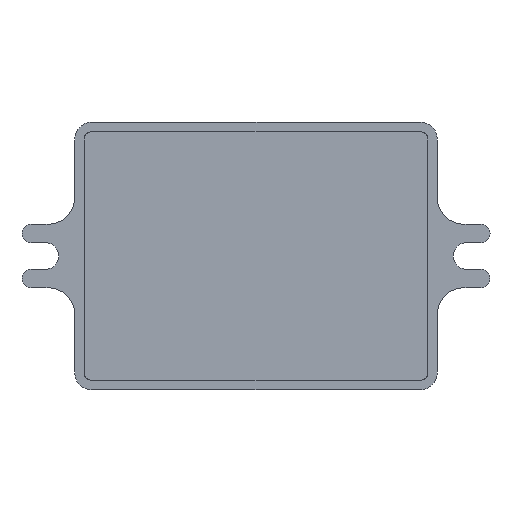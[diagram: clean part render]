
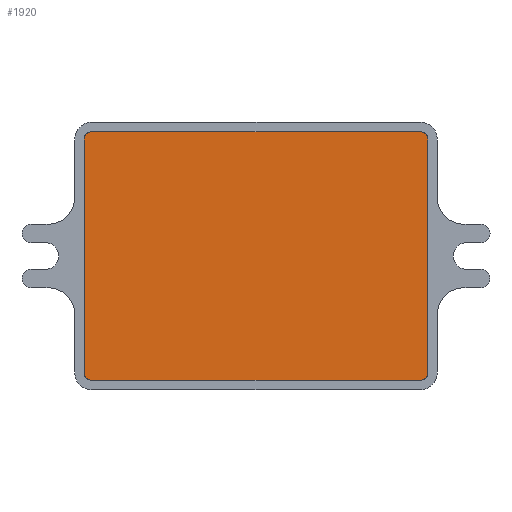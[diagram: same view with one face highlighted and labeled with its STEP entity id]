
A CAD part, front view. The second image highlights one B-rep face of the part: STEP entity #1920.
In plain terms, the highlighted planar face has unit normal (0, -1, 0).
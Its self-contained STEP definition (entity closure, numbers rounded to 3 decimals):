
#154 = CARTESIAN_POINT ( 'NONE',  ( 24.6, 0., -37.5 ) ) ;
#221 = EDGE_LOOP ( 'NONE', ( #3752, #8547, #8615, #6111, #2367, #10373, #1435, #6978 ) ) ;
#305 = CARTESIAN_POINT ( 'NONE',  ( -25.7, 0., -38.144 ) ) ;
#491 = LINE ( 'NONE', #7307, #6457 ) ;
#504 = VERTEX_POINT ( 'NONE', #6980 ) ;
#970 = VERTEX_POINT ( 'NONE', #4806 ) ;
#1227 = CARTESIAN_POINT ( 'NONE',  ( -24.6, 0., -1.4 ) ) ;
#1435 = ORIENTED_EDGE ( 'NONE', *, *, #2401, .F. ) ;
#1520 = EDGE_CURVE ( 'NONE', #504, #970, #1533, .T. ) ;
#1533 = LINE ( 'NONE', #7451, #6433 ) ;
#1544 = VERTEX_POINT ( 'NONE', #7866 ) ;
#1574 = VERTEX_POINT ( 'NONE', #1227 ) ;
#1780 = VECTOR ( 'NONE', #5036, 1000. ) ;
#1920 = ADVANCED_FACE ( 'NONE', ( #4277 ), #7588, .F. ) ;
#2022 =( BOUNDED_CURVE ( )  B_SPLINE_CURVE ( 3, ( #6709, #2569, #6318, #7898 ),
 .UNSPECIFIED., .F., .F. ) 
 B_SPLINE_CURVE_WITH_KNOTS ( ( 4, 4 ),
 ( 2.356, 3.927 ),
 .UNSPECIFIED. ) 
 CURVE ( )  GEOMETRIC_REPRESENTATION_ITEM ( )  RATIONAL_B_SPLINE_CURVE ( ( 1., 0.805, 0.805, 1. ) ) 
 REPRESENTATION_ITEM ( '' )  );
#2261 = AXIS2_PLACEMENT_3D ( 'NONE', #154, #7475, #3457 ) ;
#2367 = ORIENTED_EDGE ( 'NONE', *, *, #3469, .F. ) ;
#2401 = EDGE_CURVE ( 'NONE', #3395, #504, #5900, .T. ) ;
#2569 = CARTESIAN_POINT ( 'NONE',  ( 25.244, 0., -1.4 ) ) ;
#3305 = EDGE_CURVE ( 'NONE', #1574, #6549, #491, .T. ) ;
#3395 = VERTEX_POINT ( 'NONE', #5012 ) ;
#3457 = DIRECTION ( 'NONE',  ( 0., 0., 1. ) ) ;
#3469 = EDGE_CURVE ( 'NONE', #970, #1574, #5616, .T. ) ;
#3571 = CARTESIAN_POINT ( 'NONE',  ( 25.7, 0., -2.5 ) ) ;
#3649 = CARTESIAN_POINT ( 'NONE',  ( -24.6, 0., -38.6 ) ) ;
#3752 = ORIENTED_EDGE ( 'NONE', *, *, #9012, .F. ) ;
#3881 = CARTESIAN_POINT ( 'NONE',  ( 25.244, 0., -38.6 ) ) ;
#4227 = LINE ( 'NONE', #3571, #1780 ) ;
#4277 = FACE_OUTER_BOUND ( 'NONE', #221, .T. ) ;
#4279 = EDGE_CURVE ( 'NONE', #1544, #4426, #4227, .T. ) ;
#4303 = CARTESIAN_POINT ( 'NONE',  ( -24.6, 0., -1.4 ) ) ;
#4426 = VERTEX_POINT ( 'NONE', #10405 ) ;
#4515 = CARTESIAN_POINT ( 'NONE',  ( -25.244, 0., -38.6 ) ) ;
#4806 = CARTESIAN_POINT ( 'NONE',  ( -25.7, 0., -2.5 ) ) ;
#4861 = DIRECTION ( 'NONE',  ( 1., 0., 0. ) ) ;
#5012 = CARTESIAN_POINT ( 'NONE',  ( -24.6, 0., -38.6 ) ) ;
#5036 = DIRECTION ( 'NONE',  ( 0., 0., -1. ) ) ;
#5150 = CARTESIAN_POINT ( 'NONE',  ( 24.6, 0., -38.6 ) ) ;
#5574 = EDGE_CURVE ( 'NONE', #6539, #3395, #8835, .T. ) ;
#5616 =( BOUNDED_CURVE ( )  B_SPLINE_CURVE ( 3, ( #7824, #7772, #10164, #4303 ),
 .UNSPECIFIED., .F., .F. ) 
 B_SPLINE_CURVE_WITH_KNOTS ( ( 4, 4 ),
 ( 2.356, 3.927 ),
 .UNSPECIFIED. ) 
 CURVE ( )  GEOMETRIC_REPRESENTATION_ITEM ( )  RATIONAL_B_SPLINE_CURVE ( ( 1., 0.805, 0.805, 1. ) ) 
 REPRESENTATION_ITEM ( '' )  );
#5900 =( BOUNDED_CURVE ( )  B_SPLINE_CURVE ( 3, ( #3649, #4515, #305, #6049 ),
 .UNSPECIFIED., .F., .F. ) 
 B_SPLINE_CURVE_WITH_KNOTS ( ( 4, 4 ),
 ( 2.356, 3.927 ),
 .UNSPECIFIED. ) 
 CURVE ( )  GEOMETRIC_REPRESENTATION_ITEM ( )  RATIONAL_B_SPLINE_CURVE ( ( 1., 0.805, 0.805, 1. ) ) 
 REPRESENTATION_ITEM ( '' )  );
#6049 = CARTESIAN_POINT ( 'NONE',  ( -25.7, 0., -37.5 ) ) ;
#6111 = ORIENTED_EDGE ( 'NONE', *, *, #3305, .F. ) ;
#6318 = CARTESIAN_POINT ( 'NONE',  ( 25.7, 0., -1.856 ) ) ;
#6433 = VECTOR ( 'NONE', #9280, 1000. ) ;
#6457 = VECTOR ( 'NONE', #4861, 1000. ) ;
#6539 = VERTEX_POINT ( 'NONE', #5150 ) ;
#6549 = VERTEX_POINT ( 'NONE', #7596 ) ;
#6551 =( BOUNDED_CURVE ( )  B_SPLINE_CURVE ( 3, ( #8009, #7302, #3881, #10556 ),
 .UNSPECIFIED., .F., .F. ) 
 B_SPLINE_CURVE_WITH_KNOTS ( ( 4, 4 ),
 ( 2.356, 3.927 ),
 .UNSPECIFIED. ) 
 CURVE ( )  GEOMETRIC_REPRESENTATION_ITEM ( )  RATIONAL_B_SPLINE_CURVE ( ( 1., 0.805, 0.805, 1. ) ) 
 REPRESENTATION_ITEM ( '' )  );
#6709 = CARTESIAN_POINT ( 'NONE',  ( 24.6, 0., -1.4 ) ) ;
#6978 = ORIENTED_EDGE ( 'NONE', *, *, #5574, .F. ) ;
#6980 = CARTESIAN_POINT ( 'NONE',  ( -25.7, 0., -37.5 ) ) ;
#7035 = DIRECTION ( 'NONE',  ( -1., 0., 0. ) ) ;
#7302 = CARTESIAN_POINT ( 'NONE',  ( 25.7, 0., -38.144 ) ) ;
#7307 = CARTESIAN_POINT ( 'NONE',  ( -24.6, 0., -1.4 ) ) ;
#7451 = CARTESIAN_POINT ( 'NONE',  ( -25.7, 0., -37.5 ) ) ;
#7475 = DIRECTION ( 'NONE',  ( 0., 1., 0. ) ) ;
#7588 = PLANE ( 'NONE',  #2261 ) ;
#7596 = CARTESIAN_POINT ( 'NONE',  ( 24.6, 0., -1.4 ) ) ;
#7772 = CARTESIAN_POINT ( 'NONE',  ( -25.7, 0., -1.856 ) ) ;
#7824 = CARTESIAN_POINT ( 'NONE',  ( -25.7, 0., -2.5 ) ) ;
#7866 = CARTESIAN_POINT ( 'NONE',  ( 25.7, 0., -2.5 ) ) ;
#7898 = CARTESIAN_POINT ( 'NONE',  ( 25.7, 0., -2.5 ) ) ;
#8009 = CARTESIAN_POINT ( 'NONE',  ( 25.7, 0., -37.5 ) ) ;
#8547 = ORIENTED_EDGE ( 'NONE', *, *, #4279, .F. ) ;
#8615 = ORIENTED_EDGE ( 'NONE', *, *, #10419, .F. ) ;
#8835 = LINE ( 'NONE', #9650, #9418 ) ;
#9012 = EDGE_CURVE ( 'NONE', #4426, #6539, #6551, .T. ) ;
#9280 = DIRECTION ( 'NONE',  ( 0., 0., 1. ) ) ;
#9418 = VECTOR ( 'NONE', #7035, 1000. ) ;
#9650 = CARTESIAN_POINT ( 'NONE',  ( 24.6, 0., -38.6 ) ) ;
#10164 = CARTESIAN_POINT ( 'NONE',  ( -25.244, 0., -1.4 ) ) ;
#10373 = ORIENTED_EDGE ( 'NONE', *, *, #1520, .F. ) ;
#10405 = CARTESIAN_POINT ( 'NONE',  ( 25.7, 0., -37.5 ) ) ;
#10419 = EDGE_CURVE ( 'NONE', #6549, #1544, #2022, .T. ) ;
#10556 = CARTESIAN_POINT ( 'NONE',  ( 24.6, 0., -38.6 ) ) ;
